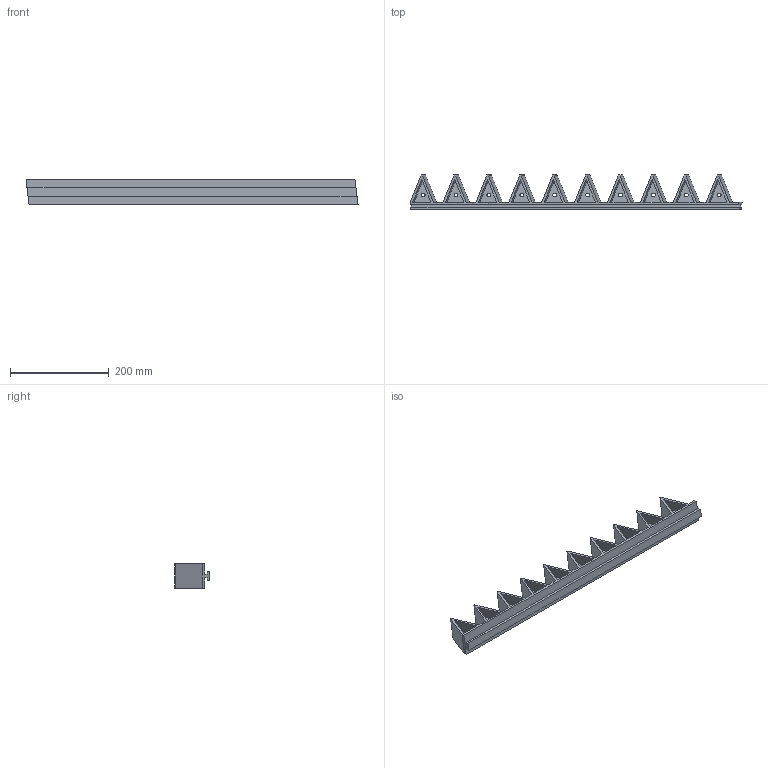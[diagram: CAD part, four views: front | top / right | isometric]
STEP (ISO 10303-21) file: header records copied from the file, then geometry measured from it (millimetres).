
FILE_DESCRIPTION((''),'2;1');
FILE_NAME('DE-279-7B_ANGLE_SAWTOOTH.stp', '2007-03-22T13:31:37',('User'),('SDRC'),'I-DEAS Master Series 9','UNIX', 'Yes');
FILE_SCHEMA(('AUTOMOTIVE_DESIGN { 1 0 10303 214 1 1 1 1 }'));
Length unit declared in the file: inch
Products named in the file (1): DE-279
Bounding box: 672.95 x 70.87 x 50.52 mm (x, y, z)
Volume: 557371.6 mm3; surface area: 232099.6 mm2
Topology: 1 solids, 1 shells, 143 faces, 363 edges, 242 vertices
Faces by surface type: bspline 143
Entity records: 4645 total; most frequent: CARTESIAN_POINT 2281, ORIENTED_EDGE 726, EDGE_CURVE 363, QUASI_UNIFORM_CURVE 265, VERTEX_POINT 242, EDGE_LOOP 183, FACE_OUTER_BOUND 143, ADVANCED_FACE 143
